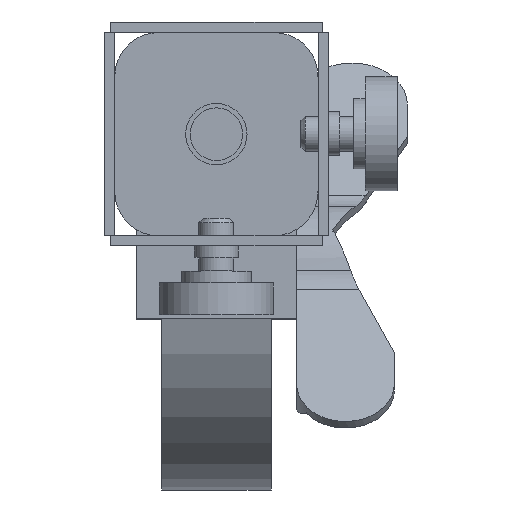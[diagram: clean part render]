
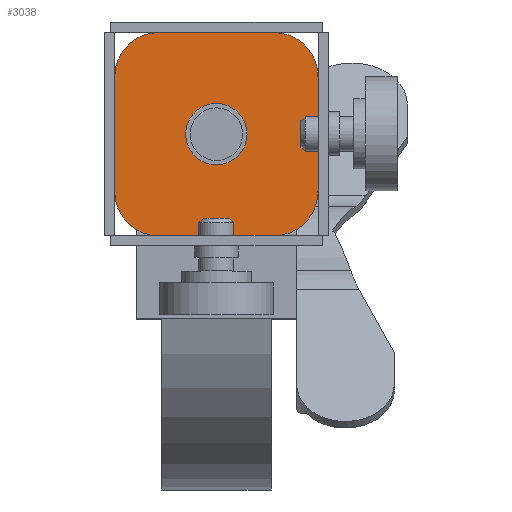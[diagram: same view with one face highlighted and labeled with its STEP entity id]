
A CAD part, top view. The second image highlights one B-rep face of the part: STEP entity #3038.
In plain terms, the highlighted planar face has unit normal (0, 0, 1).
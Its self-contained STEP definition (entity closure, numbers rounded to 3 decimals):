
#132=FACE_BOUND('',#476,.T.);
#180=PLANE('',#3348);
#290=FACE_OUTER_BOUND('',#475,.T.);
#475=EDGE_LOOP('',(#2153,#2154,#2155,#2156,#2157,#2158,#2159,#2160,#2161,
#2162,#2163,#2164,#2165,#2166,#2167,#2168));
#476=EDGE_LOOP('',(#2169));
#712=LINE('',#4791,#953);
#714=LINE('',#4795,#955);
#717=LINE('',#4801,#958);
#718=LINE('',#4805,#959);
#719=LINE('',#4807,#960);
#720=LINE('',#4809,#961);
#721=LINE('',#4813,#962);
#722=LINE('',#4815,#963);
#723=LINE('',#4817,#964);
#724=LINE('',#4821,#965);
#725=LINE('',#4823,#966);
#726=LINE('',#4825,#967);
#953=VECTOR('',#3825,10.);
#955=VECTOR('',#3829,10.);
#958=VECTOR('',#3834,10.);
#959=VECTOR('',#3837,10.);
#960=VECTOR('',#3838,10.);
#961=VECTOR('',#3839,10.);
#962=VECTOR('',#3842,10.);
#963=VECTOR('',#3843,10.);
#964=VECTOR('',#3844,10.);
#965=VECTOR('',#3847,10.);
#966=VECTOR('',#3848,10.);
#967=VECTOR('',#3849,10.);
#1174=CIRCLE('',#3330,7.);
#1179=CIRCLE('',#3349,10.);
#1180=CIRCLE('',#3350,10.);
#1181=CIRCLE('',#3351,10.);
#1182=CIRCLE('',#3352,10.);
#1332=VERTEX_POINT('',#4706);
#1360=VERTEX_POINT('',#4775);
#1363=VERTEX_POINT('',#4782);
#1365=VERTEX_POINT('',#4794);
#1367=VERTEX_POINT('',#4800);
#1368=VERTEX_POINT('',#4802);
#1369=VERTEX_POINT('',#4804);
#1370=VERTEX_POINT('',#4806);
#1371=VERTEX_POINT('',#4808);
#1372=VERTEX_POINT('',#4810);
#1373=VERTEX_POINT('',#4812);
#1374=VERTEX_POINT('',#4814);
#1375=VERTEX_POINT('',#4816);
#1376=VERTEX_POINT('',#4818);
#1377=VERTEX_POINT('',#4820);
#1378=VERTEX_POINT('',#4822);
#1379=VERTEX_POINT('',#4824);
#1631=EDGE_CURVE('',#1332,#1332,#1174,.T.);
#1670=EDGE_CURVE('',#1360,#1363,#712,.T.);
#1672=EDGE_CURVE('',#1365,#1360,#714,.T.);
#1675=EDGE_CURVE('',#1363,#1367,#717,.T.);
#1676=EDGE_CURVE('',#1367,#1368,#1179,.T.);
#1677=EDGE_CURVE('',#1368,#1369,#718,.T.);
#1678=EDGE_CURVE('',#1369,#1370,#719,.T.);
#1679=EDGE_CURVE('',#1370,#1371,#720,.T.);
#1680=EDGE_CURVE('',#1371,#1372,#1180,.T.);
#1681=EDGE_CURVE('',#1372,#1373,#721,.T.);
#1682=EDGE_CURVE('',#1373,#1374,#722,.T.);
#1683=EDGE_CURVE('',#1374,#1375,#723,.T.);
#1684=EDGE_CURVE('',#1375,#1376,#1181,.T.);
#1685=EDGE_CURVE('',#1376,#1377,#724,.T.);
#1686=EDGE_CURVE('',#1377,#1378,#725,.T.);
#1687=EDGE_CURVE('',#1378,#1379,#726,.T.);
#1688=EDGE_CURVE('',#1379,#1365,#1182,.T.);
#2153=ORIENTED_EDGE('',*,*,#1670,.T.);
#2154=ORIENTED_EDGE('',*,*,#1675,.T.);
#2155=ORIENTED_EDGE('',*,*,#1676,.T.);
#2156=ORIENTED_EDGE('',*,*,#1677,.T.);
#2157=ORIENTED_EDGE('',*,*,#1678,.T.);
#2158=ORIENTED_EDGE('',*,*,#1679,.T.);
#2159=ORIENTED_EDGE('',*,*,#1680,.T.);
#2160=ORIENTED_EDGE('',*,*,#1681,.T.);
#2161=ORIENTED_EDGE('',*,*,#1682,.T.);
#2162=ORIENTED_EDGE('',*,*,#1683,.T.);
#2163=ORIENTED_EDGE('',*,*,#1684,.T.);
#2164=ORIENTED_EDGE('',*,*,#1685,.T.);
#2165=ORIENTED_EDGE('',*,*,#1686,.T.);
#2166=ORIENTED_EDGE('',*,*,#1687,.T.);
#2167=ORIENTED_EDGE('',*,*,#1688,.T.);
#2168=ORIENTED_EDGE('',*,*,#1672,.T.);
#2169=ORIENTED_EDGE('',*,*,#1631,.T.);
#3038=ADVANCED_FACE('',(#290,#132),#180,.T.);
#3330=AXIS2_PLACEMENT_3D('',#4708,#3757,#3758);
#3348=AXIS2_PLACEMENT_3D('',#4799,#3832,#3833);
#3349=AXIS2_PLACEMENT_3D('',#4803,#3835,#3836);
#3350=AXIS2_PLACEMENT_3D('',#4811,#3840,#3841);
#3351=AXIS2_PLACEMENT_3D('',#4819,#3845,#3846);
#3352=AXIS2_PLACEMENT_3D('',#4826,#3850,#3851);
#3757=DIRECTION('center_axis',(0.,0.,-1.));
#3758=DIRECTION('ref_axis',(-1.,0.,0.));
#3825=DIRECTION('',(0.,-1.,0.));
#3829=DIRECTION('',(-1.,0.,0.));
#3832=DIRECTION('center_axis',(0.,0.,1.));
#3833=DIRECTION('ref_axis',(1.,0.,0.));
#3834=DIRECTION('',(1.,0.,0.));
#3835=DIRECTION('center_axis',(0.,0.,1.));
#3836=DIRECTION('ref_axis',(-1.,0.,0.));
#3837=DIRECTION('',(0.,-1.,0.));
#3838=DIRECTION('',(1.,0.,0.));
#3839=DIRECTION('',(0.,1.,0.));
#3840=DIRECTION('center_axis',(0.,0.,1.));
#3841=DIRECTION('ref_axis',(0.,-1.,0.));
#3842=DIRECTION('',(1.,0.,0.));
#3843=DIRECTION('',(0.,1.,0.));
#3844=DIRECTION('',(-1.,0.,0.));
#3845=DIRECTION('center_axis',(0.,0.,1.));
#3846=DIRECTION('ref_axis',(1.,0.,0.));
#3847=DIRECTION('',(0.,1.,0.));
#3848=DIRECTION('',(-1.,0.,0.));
#3849=DIRECTION('',(0.,-1.,0.));
#3850=DIRECTION('center_axis',(0.,0.,1.));
#3851=DIRECTION('ref_axis',(0.,1.,0.));
#4706=CARTESIAN_POINT('',(7.,0.,2.3));
#4708=CARTESIAN_POINT('Origin',(0.,0.,2.3));
#4775=CARTESIAN_POINT('',(-23.2,13.175,2.3));
#4782=CARTESIAN_POINT('',(-23.2,-13.175,2.3));
#4791=CARTESIAN_POINT('',(-23.2,-6.587,2.3));
#4794=CARTESIAN_POINT('',(-23.175,13.175,2.3));
#4795=CARTESIAN_POINT('',(-11.588,13.175,2.3));
#4799=CARTESIAN_POINT('Origin',(0.,0.,2.3));
#4800=CARTESIAN_POINT('',(-23.175,-13.175,2.3));
#4801=CARTESIAN_POINT('',(-12.163,-13.175,2.3));
#4802=CARTESIAN_POINT('',(-13.175,-23.175,2.3));
#4803=CARTESIAN_POINT('Origin',(-13.175,-13.175,2.3));
#4804=CARTESIAN_POINT('',(-13.175,-23.2,2.3));
#4805=CARTESIAN_POINT('',(-13.175,-11.588,2.3));
#4806=CARTESIAN_POINT('',(13.175,-23.2,2.3));
#4807=CARTESIAN_POINT('',(6.588,-23.2,2.3));
#4808=CARTESIAN_POINT('',(13.175,-23.175,2.3));
#4809=CARTESIAN_POINT('',(13.175,-12.163,2.3));
#4810=CARTESIAN_POINT('',(23.175,-13.175,2.3));
#4811=CARTESIAN_POINT('Origin',(13.175,-13.175,2.3));
#4812=CARTESIAN_POINT('',(23.2,-13.175,2.3));
#4813=CARTESIAN_POINT('',(11.588,-13.175,2.3));
#4814=CARTESIAN_POINT('',(23.2,13.175,2.3));
#4815=CARTESIAN_POINT('',(23.2,6.588,2.3));
#4816=CARTESIAN_POINT('',(23.175,13.175,2.3));
#4817=CARTESIAN_POINT('',(12.163,13.175,2.3));
#4818=CARTESIAN_POINT('',(13.175,23.175,2.3));
#4819=CARTESIAN_POINT('Origin',(13.175,13.175,2.3));
#4820=CARTESIAN_POINT('',(13.175,23.2,2.3));
#4821=CARTESIAN_POINT('',(13.175,11.588,2.3));
#4822=CARTESIAN_POINT('',(-13.175,23.2,2.3));
#4823=CARTESIAN_POINT('',(-6.588,23.2,2.3));
#4824=CARTESIAN_POINT('',(-13.175,23.175,2.3));
#4825=CARTESIAN_POINT('',(-13.175,12.163,2.3));
#4826=CARTESIAN_POINT('Origin',(-13.175,13.175,2.3));
